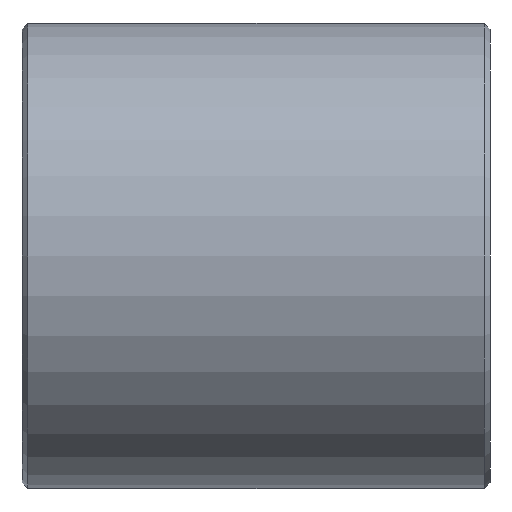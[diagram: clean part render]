
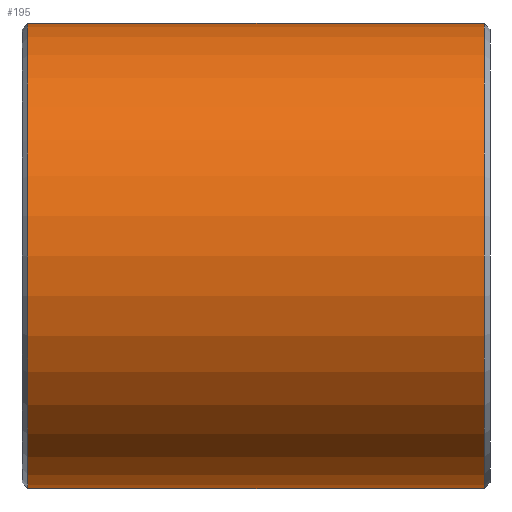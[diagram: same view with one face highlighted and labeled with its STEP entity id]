
A CAD part, left-side view. The second image highlights one B-rep face of the part: STEP entity #195.
In plain terms, the highlighted cylindrical face has radius 3.975 mm (diameter 7.95 mm), a partial arc.
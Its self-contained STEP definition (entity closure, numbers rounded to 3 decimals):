
#9 = CARTESIAN_POINT ( 'NONE',  ( 0., -3.9, 3.975 ) ) ;
#20 = EDGE_CURVE ( 'NONE', #393, #434, #261, .T. ) ;
#23 = DIRECTION ( 'NONE',  ( 0., -1., 0. ) ) ;
#42 = CARTESIAN_POINT ( 'NONE',  ( 0., -3.9, 0. ) ) ;
#50 = DIRECTION ( 'NONE',  ( 0., 0., -1. ) ) ;
#68 = EDGE_CURVE ( 'NONE', #393, #89, #154, .T. ) ;
#86 = VECTOR ( 'NONE', #313, 1000. ) ;
#89 = VERTEX_POINT ( 'NONE', #9 ) ;
#103 = DIRECTION ( 'NONE',  ( 0., 0., 1. ) ) ;
#124 = ORIENTED_EDGE ( 'NONE', *, *, #221, .T. ) ;
#135 = VECTOR ( 'NONE', #23, 1000. ) ;
#137 = DIRECTION ( 'NONE',  ( 0., 1., 0. ) ) ;
#147 = CYLINDRICAL_SURFACE ( 'NONE', #185, 3.975 ) ;
#151 = ORIENTED_EDGE ( 'NONE', *, *, #68, .F. ) ;
#153 = CIRCLE ( 'NONE', #210, 3.975 ) ;
#154 = LINE ( 'NONE', #444, #86 ) ;
#169 = CARTESIAN_POINT ( 'NONE',  ( 0., 3.9, -3.975 ) ) ;
#171 = CARTESIAN_POINT ( 'NONE',  ( 0., -3.9, -3.975 ) ) ;
#185 = AXIS2_PLACEMENT_3D ( 'NONE', #424, #253, #50 ) ;
#195 = ADVANCED_FACE ( 'NONE', ( #363 ), #147, .T. ) ;
#205 = AXIS2_PLACEMENT_3D ( 'NONE', #372, #405, #448 ) ;
#210 = AXIS2_PLACEMENT_3D ( 'NONE', #42, #137, #103 ) ;
#221 = EDGE_CURVE ( 'NONE', #434, #440, #228, .T. ) ;
#228 = LINE ( 'NONE', #312, #135 ) ;
#253 = DIRECTION ( 'NONE',  ( 0., -1., 0. ) ) ;
#261 = CIRCLE ( 'NONE', #205, 3.975 ) ;
#312 = CARTESIAN_POINT ( 'NONE',  ( 0., 4., -3.975 ) ) ;
#313 = DIRECTION ( 'NONE',  ( 0., -1., 0. ) ) ;
#342 = ORIENTED_EDGE ( 'NONE', *, *, #20, .T. ) ;
#358 = EDGE_CURVE ( 'NONE', #440, #89, #153, .T. ) ;
#363 = FACE_OUTER_BOUND ( 'NONE', #381, .T. ) ;
#372 = CARTESIAN_POINT ( 'NONE',  ( 0., 3.9, 0. ) ) ;
#381 = EDGE_LOOP ( 'NONE', ( #151, #342, #124, #398 ) ) ;
#393 = VERTEX_POINT ( 'NONE', #417 ) ;
#398 = ORIENTED_EDGE ( 'NONE', *, *, #358, .T. ) ;
#405 = DIRECTION ( 'NONE',  ( 0., -1., 0. ) ) ;
#417 = CARTESIAN_POINT ( 'NONE',  ( 0., 3.9, 3.975 ) ) ;
#424 = CARTESIAN_POINT ( 'NONE',  ( 0., 4., 0. ) ) ;
#434 = VERTEX_POINT ( 'NONE', #169 ) ;
#440 = VERTEX_POINT ( 'NONE', #171 ) ;
#444 = CARTESIAN_POINT ( 'NONE',  ( 0., 4., 3.975 ) ) ;
#448 = DIRECTION ( 'NONE',  ( 0., 0., 1. ) ) ;
